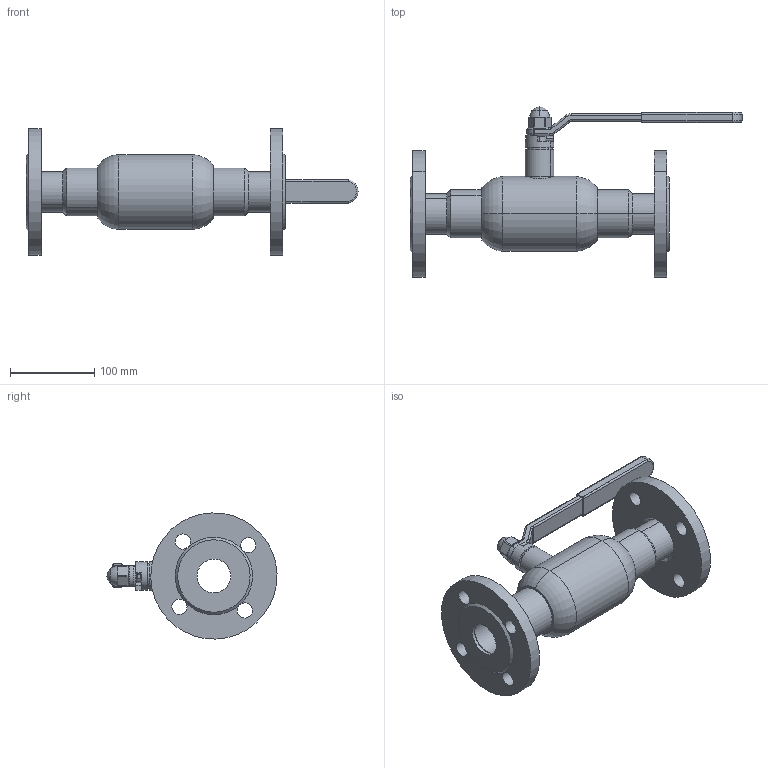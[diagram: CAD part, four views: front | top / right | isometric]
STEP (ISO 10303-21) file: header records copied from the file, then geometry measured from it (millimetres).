
FILE_DESCRIPTION (( 'STEP AP214' ), '1' );
FILE_NAME ('DN40籵噤楊擘爾諉⑩概.STEP', '2026-03-20T01:51:15', ( '' ), ( '' ), 'SwSTEP 2.0', 'SolidWorks 2022', '' );
FILE_SCHEMA (( 'AUTOMOTIVE_DESIGN' ));
Length unit declared in the file: millimetre
Products named in the file (10): Q61F-50-18參杶; Q61F-50-5粣杶; Q61F-50-3概裝; 40全通径短接; Q61F-50-16詩种; Q50喳揤概极; 40楊擘; Q61F-50-19概裝蹟譫; DN40籵噤楊擘爾諉⑩概; Q61F-50-17忒梟
Assembly tree (11 placements, depth 2):
  DN40籵噤楊擘爾諉⑩概
    Q50喳揤概极
    Q61F-50-5粣杶
    Q61F-50-3概裝
    Q61F-50-16詩种
    Q61F-50-17忒梟
    Q61F-50-19概裝蹟譫
    Q61F-50-18參杶
    40全通径短接  x2
    40楊擘  x2
Bounding box: 394.31 x 201.96 x 149.92 mm (x, y, z)
Volume: 1003233.4 mm3; surface area: 295648.3 mm2
Topology: 17 solids, 17 shells, 451 faces, 1126 edges, 711 vertices
Faces by surface type: plane 149, cylinder 141, bspline 98, torus 39, cone 20, sphere 4
Entity records: 34570 total; most frequent: CARTESIAN_POINT 24521, ORIENTED_EDGE 2060, DIRECTION 1660, EDGE_CURVE 1030, VERTEX_POINT 657, AXIS2_PLACEMENT_3D 607, EDGE_LOOP 447, LINE 446
